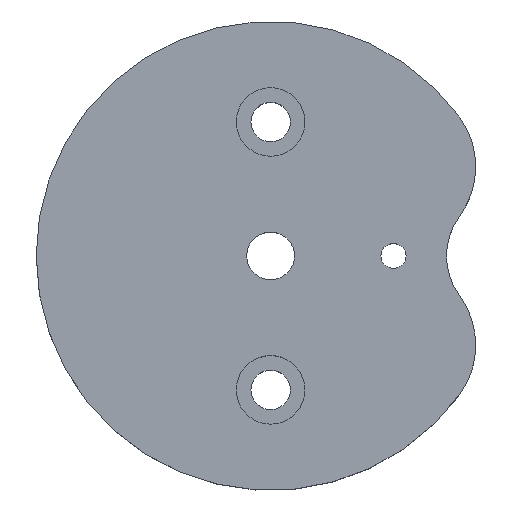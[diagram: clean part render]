
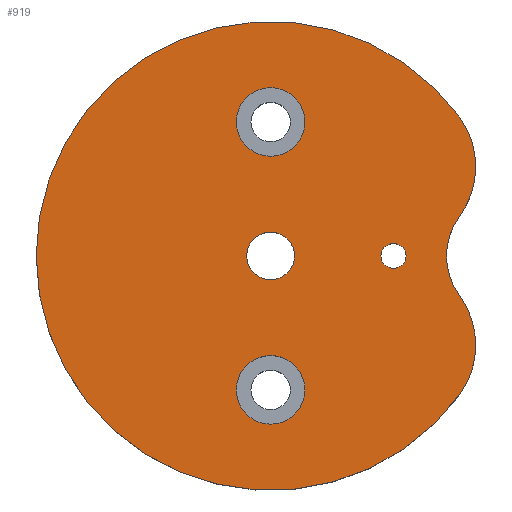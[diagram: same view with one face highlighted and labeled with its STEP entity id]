
A CAD part, top view. The second image highlights one B-rep face of the part: STEP entity #919.
In plain terms, the highlighted planar face has unit normal (0, 0, 1).
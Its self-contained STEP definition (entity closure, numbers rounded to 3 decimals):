
#6 = ORIENTED_EDGE ( 'NONE', *, *, #797, .T. ) ;
#17 = AXIS2_PLACEMENT_3D ( 'NONE', #988, #1261, #843 ) ;
#29 = DIRECTION ( 'NONE',  ( 0., 0., 1. ) ) ;
#30 = AXIS2_PLACEMENT_3D ( 'NONE', #1169, #1141, #1258 ) ;
#67 = CARTESIAN_POINT ( 'NONE',  ( 2.05, 8., 3. ) ) ;
#69 = DIRECTION ( 'NONE',  ( 1., 0., 0. ) ) ;
#89 = CARTESIAN_POINT ( 'NONE',  ( -14., 0., 3. ) ) ;
#99 = ORIENTED_EDGE ( 'NONE', *, *, #1063, .T. ) ;
#103 = CARTESIAN_POINT ( 'NONE',  ( 8.087, 0., 3. ) ) ;
#121 = FACE_BOUND ( 'NONE', #621, .T. ) ;
#124 = CARTESIAN_POINT ( 'NONE',  ( 2.05, -8., 3. ) ) ;
#130 = AXIS2_PLACEMENT_3D ( 'NONE', #1148, #29, #979 ) ;
#131 = CARTESIAN_POINT ( 'NONE',  ( -1.425, 0., 3. ) ) ;
#155 = EDGE_LOOP ( 'NONE', ( #497, #483 ) ) ;
#170 = AXIS2_PLACEMENT_3D ( 'NONE', #503, #669, #859 ) ;
#262 = AXIS2_PLACEMENT_3D ( 'NONE', #1127, #383, #426 ) ;
#271 = AXIS2_PLACEMENT_3D ( 'NONE', #432, #1335, #956 ) ;
#272 = VERTEX_POINT ( 'NONE', #124 ) ;
#289 = CARTESIAN_POINT ( 'NONE',  ( 11.278, 2.37, 3. ) ) ;
#292 = EDGE_LOOP ( 'NONE', ( #496, #498 ) ) ;
#295 = CIRCLE ( 'NONE', #632, 2.05 ) ;
#333 = VERTEX_POINT ( 'NONE', #103 ) ;
#335 = AXIS2_PLACEMENT_3D ( 'NONE', #841, #849, #658 ) ;
#338 = DIRECTION ( 'NONE',  ( 0., 0., 1. ) ) ;
#350 = AXIS2_PLACEMENT_3D ( 'NONE', #406, #1288, #1008 ) ;
#377 = CARTESIAN_POINT ( 'NONE',  ( 0., -8., 3. ) ) ;
#383 = DIRECTION ( 'NONE',  ( 0., 0., -1. ) ) ;
#386 = CIRCLE ( 'NONE', #262, 0.75 ) ;
#387 = CIRCLE ( 'NONE', #590, 14. ) ;
#389 = DIRECTION ( 'NONE',  ( 0., 0., 1. ) ) ;
#396 = DIRECTION ( 'NONE',  ( 0., 0., 1. ) ) ;
#403 = CIRCLE ( 'NONE', #576, 5. ) ;
#406 = CARTESIAN_POINT ( 'NONE',  ( 0., 0., 3. ) ) ;
#415 = CARTESIAN_POINT ( 'NONE',  ( 0., 8., 3. ) ) ;
#422 = VERTEX_POINT ( 'NONE', #598 ) ;
#426 = DIRECTION ( 'NONE',  ( -1., 0., 0. ) ) ;
#432 = CARTESIAN_POINT ( 'NONE',  ( 14.5, 0., 3. ) ) ;
#435 = VERTEX_POINT ( 'NONE', #1108 ) ;
#450 = DIRECTION ( 'NONE',  ( 1., 0., 0. ) ) ;
#471 = AXIS2_PLACEMENT_3D ( 'NONE', #1281, #1326, #1337 ) ;
#481 = VERTEX_POINT ( 'NONE', #630 ) ;
#483 = ORIENTED_EDGE ( 'NONE', *, *, #1205, .T. ) ;
#496 = ORIENTED_EDGE ( 'NONE', *, *, #1334, .F. ) ;
#497 = ORIENTED_EDGE ( 'NONE', *, *, #770, .T. ) ;
#498 = ORIENTED_EDGE ( 'NONE', *, *, #837, .F. ) ;
#499 = ORIENTED_EDGE ( 'NONE', *, *, #1167, .T. ) ;
#503 = CARTESIAN_POINT ( 'NONE',  ( 0., 0., 3. ) ) ;
#512 = ORIENTED_EDGE ( 'NONE', *, *, #817, .T. ) ;
#528 = VERTEX_POINT ( 'NONE', #89 ) ;
#547 = ORIENTED_EDGE ( 'NONE', *, *, #1379, .F. ) ;
#549 = ORIENTED_EDGE ( 'NONE', *, *, #869, .F. ) ;
#563 = ORIENTED_EDGE ( 'NONE', *, *, #994, .F. ) ;
#566 = AXIS2_PLACEMENT_3D ( 'NONE', #812, #905, #901 ) ;
#573 = CIRCLE ( 'NONE', #566, 0.75 ) ;
#576 = AXIS2_PLACEMENT_3D ( 'NONE', #708, #396, #450 ) ;
#585 = ORIENTED_EDGE ( 'NONE', *, *, #851, .F. ) ;
#587 = ORIENTED_EDGE ( 'NONE', *, *, #829, .T. ) ;
#590 = AXIS2_PLACEMENT_3D ( 'NONE', #759, #931, #926 ) ;
#596 = VERTEX_POINT ( 'NONE', #1079 ) ;
#598 = CARTESIAN_POINT ( 'NONE',  ( 11.278, -8.295, 3. ) ) ;
#621 = EDGE_LOOP ( 'NONE', ( #549, #547 ) ) ;
#630 = CARTESIAN_POINT ( 'NONE',  ( -2.05, 8., 3. ) ) ;
#632 = AXIS2_PLACEMENT_3D ( 'NONE', #377, #389, #802 ) ;
#658 = DIRECTION ( 'NONE',  ( 1., 0., 0. ) ) ;
#667 = CARTESIAN_POINT ( 'NONE',  ( -2.05, -8., 3. ) ) ;
#669 = DIRECTION ( 'NONE',  ( 0., 0., 1. ) ) ;
#671 = CARTESIAN_POINT ( 'NONE',  ( 11.278, -2.37, 3. ) ) ;
#687 = AXIS2_PLACEMENT_3D ( 'NONE', #415, #338, #69 ) ;
#692 = AXIS2_PLACEMENT_3D ( 'NONE', #1380, #930, #912 ) ;
#708 = CARTESIAN_POINT ( 'NONE',  ( 7.25, 5.333, 3. ) ) ;
#738 = CARTESIAN_POINT ( 'NONE',  ( 6.588, 0., 3. ) ) ;
#756 = CIRCLE ( 'NONE', #350, 14. ) ;
#759 = CARTESIAN_POINT ( 'NONE',  ( 0., 0., 3. ) ) ;
#769 = CIRCLE ( 'NONE', #271, 4. ) ;
#770 = EDGE_CURVE ( 'NONE', #848, #333, #386, .T. ) ;
#779 = EDGE_CURVE ( 'NONE', #1057, #1330, #769, .T. ) ;
#797 = EDGE_CURVE ( 'NONE', #855, #596, #975, .T. ) ;
#802 = DIRECTION ( 'NONE',  ( -1., 0., 0. ) ) ;
#812 = CARTESIAN_POINT ( 'NONE',  ( 7.337, 0., 3. ) ) ;
#817 = EDGE_CURVE ( 'NONE', #596, #528, #756, .T. ) ;
#829 = EDGE_CURVE ( 'NONE', #422, #1330, #842, .T. ) ;
#837 = EDGE_CURVE ( 'NONE', #1153, #481, #1319, .T. ) ;
#841 = CARTESIAN_POINT ( 'NONE',  ( 7.25, 5.333, 3. ) ) ;
#842 = CIRCLE ( 'NONE', #17, 5. ) ;
#843 = DIRECTION ( 'NONE',  ( 1., 0., 0. ) ) ;
#848 = VERTEX_POINT ( 'NONE', #738 ) ;
#849 = DIRECTION ( 'NONE',  ( 0., 0., 1. ) ) ;
#851 = EDGE_CURVE ( 'NONE', #272, #1286, #1124, .T. ) ;
#855 = VERTEX_POINT ( 'NONE', #896 ) ;
#859 = DIRECTION ( 'NONE',  ( 1., 0., 0. ) ) ;
#869 = EDGE_CURVE ( 'NONE', #435, #1312, #1102, .T. ) ;
#894 = ORIENTED_EDGE ( 'NONE', *, *, #779, .F. ) ;
#896 = CARTESIAN_POINT ( 'NONE',  ( 12.25, 5.333, 3. ) ) ;
#901 = DIRECTION ( 'NONE',  ( -1., 0., 0. ) ) ;
#905 = DIRECTION ( 'NONE',  ( 0., 0., -1. ) ) ;
#912 = DIRECTION ( 'NONE',  ( 1., 0., 0. ) ) ;
#919 = ADVANCED_FACE ( 'NONE', ( #1171, #1187, #1184, #1158, #121 ), #1304, .T. ) ;
#924 = EDGE_LOOP ( 'NONE', ( #894, #99, #6, #512, #499, #587 ) ) ;
#926 = DIRECTION ( 'NONE',  ( 1., 0., 0. ) ) ;
#930 = DIRECTION ( 'NONE',  ( 0., 0., 1. ) ) ;
#931 = DIRECTION ( 'NONE',  ( 0., 0., 1. ) ) ;
#956 = DIRECTION ( 'NONE',  ( 1., 0., 0. ) ) ;
#969 = EDGE_LOOP ( 'NONE', ( #563, #585 ) ) ;
#975 = CIRCLE ( 'NONE', #335, 5. ) ;
#979 = DIRECTION ( 'NONE',  ( -1., 0., 0. ) ) ;
#988 = CARTESIAN_POINT ( 'NONE',  ( 7.25, -5.333, 3. ) ) ;
#994 = EDGE_CURVE ( 'NONE', #1286, #272, #295, .T. ) ;
#1008 = DIRECTION ( 'NONE',  ( 1., 0., 0. ) ) ;
#1057 = VERTEX_POINT ( 'NONE', #289 ) ;
#1063 = EDGE_CURVE ( 'NONE', #1057, #855, #403, .T. ) ;
#1072 = CIRCLE ( 'NONE', #692, 1.425 ) ;
#1079 = CARTESIAN_POINT ( 'NONE',  ( 11.278, 8.295, 3. ) ) ;
#1102 = CIRCLE ( 'NONE', #170, 1.425 ) ;
#1108 = CARTESIAN_POINT ( 'NONE',  ( 1.425, 0., 3. ) ) ;
#1124 = CIRCLE ( 'NONE', #130, 2.05 ) ;
#1127 = CARTESIAN_POINT ( 'NONE',  ( 7.337, 0., 3. ) ) ;
#1141 = DIRECTION ( 'NONE',  ( 0., 0., 1. ) ) ;
#1148 = CARTESIAN_POINT ( 'NONE',  ( 0., -8., 3. ) ) ;
#1153 = VERTEX_POINT ( 'NONE', #67 ) ;
#1155 = CIRCLE ( 'NONE', #687, 2.05 ) ;
#1158 = FACE_BOUND ( 'NONE', #969, .T. ) ;
#1167 = EDGE_CURVE ( 'NONE', #528, #422, #387, .T. ) ;
#1169 = CARTESIAN_POINT ( 'NONE',  ( 0., 8., 3. ) ) ;
#1171 = FACE_BOUND ( 'NONE', #155, .T. ) ;
#1184 = FACE_BOUND ( 'NONE', #292, .T. ) ;
#1187 = FACE_OUTER_BOUND ( 'NONE', #924, .T. ) ;
#1205 = EDGE_CURVE ( 'NONE', #333, #848, #573, .T. ) ;
#1258 = DIRECTION ( 'NONE',  ( 1., 0., 0. ) ) ;
#1261 = DIRECTION ( 'NONE',  ( 0., 0., 1. ) ) ;
#1281 = CARTESIAN_POINT ( 'NONE',  ( 0., 0., 3. ) ) ;
#1286 = VERTEX_POINT ( 'NONE', #667 ) ;
#1288 = DIRECTION ( 'NONE',  ( 0., 0., 1. ) ) ;
#1304 = PLANE ( 'NONE',  #471 ) ;
#1312 = VERTEX_POINT ( 'NONE', #131 ) ;
#1319 = CIRCLE ( 'NONE', #30, 2.05 ) ;
#1326 = DIRECTION ( 'NONE',  ( 0., 0., 1. ) ) ;
#1330 = VERTEX_POINT ( 'NONE', #671 ) ;
#1334 = EDGE_CURVE ( 'NONE', #481, #1153, #1155, .T. ) ;
#1335 = DIRECTION ( 'NONE',  ( 0., 0., 1. ) ) ;
#1337 = DIRECTION ( 'NONE',  ( 1., 0., 0. ) ) ;
#1379 = EDGE_CURVE ( 'NONE', #1312, #435, #1072, .T. ) ;
#1380 = CARTESIAN_POINT ( 'NONE',  ( 0., 0., 3. ) ) ;
